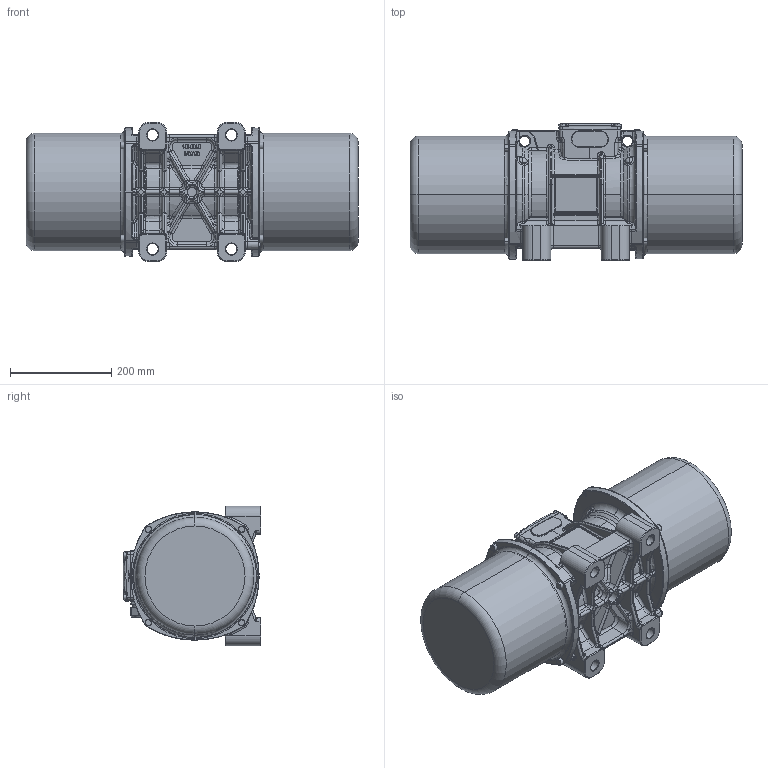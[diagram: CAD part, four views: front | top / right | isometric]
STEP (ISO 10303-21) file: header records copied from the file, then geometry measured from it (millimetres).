
FILE_DESCRIPTION (( 'STEP AP214' ), '1' );
FILE_NAME ('NEG 162110 50HZ.STEP', '2022-08-25T11:04:39', ( '' ), ( '' ), 'SwSTEP 2.0', 'SolidWorks 2015', '' );
FILE_SCHEMA (( 'AUTOMOTIVE_DESIGN' ));
Length unit declared in the file: millimetre
Products named in the file (1): NEG 162110 50HZ
Bounding box: 655 x 271.68 x 275 mm (x, y, z)
Volume: 25223091.9 mm3; surface area: 1366676.1 mm2
Topology: 14 solids, 14 shells, 2851 faces, 6794 edges, 3927 vertices
Faces by surface type: bspline 1288, cylinder 632, plane 509, torus 234, cone 150, sphere 38
Entity records: 149219 total; most frequent: CARTESIAN_POINT 89671, ORIENTED_EDGE 13310, DIRECTION 9654, EDGE_CURVE 6655, VERTEX_POINT 3925, AXIS2_PLACEMENT_3D 3802, EDGE_LOOP 2964, FACE_OUTER_BOUND 2851
